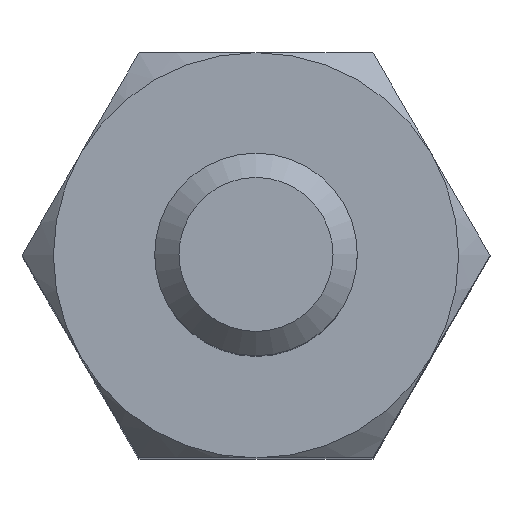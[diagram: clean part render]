
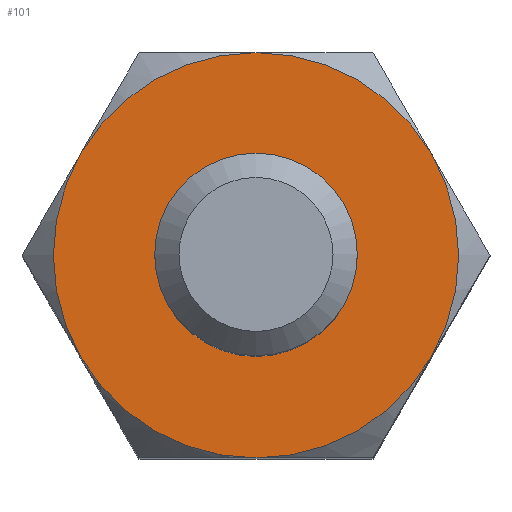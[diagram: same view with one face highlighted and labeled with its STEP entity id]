
A CAD part, top view. The second image highlights one B-rep face of the part: STEP entity #101.
In plain terms, the highlighted planar face has unit normal (0, 0, 1).
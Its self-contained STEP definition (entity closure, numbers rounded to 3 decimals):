
#101 = ADVANCED_FACE( '', ( #210, #211 ), #212, .T. );
#210 = FACE_BOUND( '', #322, .T. );
#211 = FACE_OUTER_BOUND( '', #323, .T. );
#212 = PLANE( '', #324 );
#322 = EDGE_LOOP( '', ( #524 ) );
#323 = EDGE_LOOP( '', ( #525, #526, #527, #528, #529, #530 ) );
#324 = AXIS2_PLACEMENT_3D( '', #531, #532, #533 );
#524 = ORIENTED_EDGE( '', *, *, #657, .T. );
#525 = ORIENTED_EDGE( '', *, *, #624, .F. );
#526 = ORIENTED_EDGE( '', *, *, #584, .F. );
#527 = ORIENTED_EDGE( '', *, *, #627, .F. );
#528 = ORIENTED_EDGE( '', *, *, #658, .T. );
#529 = ORIENTED_EDGE( '', *, *, #630, .F. );
#530 = ORIENTED_EDGE( '', *, *, #598, .F. );
#531 = CARTESIAN_POINT( '', ( 0., 0., 10. ) );
#532 = DIRECTION( '', ( 0., 0., 1. ) );
#533 = DIRECTION( '', ( 1., 0., 0. ) );
#584 = EDGE_CURVE( '', #668, #671, #672, .F. );
#598 = EDGE_CURVE( '', #693, #696, #697, .F. );
#624 = EDGE_CURVE( '', #671, #693, #735, .F. );
#627 = EDGE_CURVE( '', #678, #668, #738, .F. );
#630 = EDGE_CURVE( '', #696, #717, #741, .F. );
#657 = EDGE_CURVE( '', #774, #774, #775, .F. );
#658 = EDGE_CURVE( '', #678, #717, #776, .T. );
#668 = VERTEX_POINT( '', #787 );
#671 = VERTEX_POINT( '', #795 );
#672 = CIRCLE( '', #796, 2.5 );
#678 = VERTEX_POINT( '', #810 );
#693 = VERTEX_POINT( '', #850 );
#696 = VERTEX_POINT( '', #860 );
#697 = CIRCLE( '', #861, 2.5 );
#717 = VERTEX_POINT( '', #901 );
#735 = CIRCLE( '', #941, 2.5 );
#738 = CIRCLE( '', #949, 2.5 );
#741 = CIRCLE( '', #959, 2.5 );
#774 = VERTEX_POINT( '', #1043 );
#775 = CIRCLE( '', #1044, 1.1 );
#776 = CIRCLE( '', #1045, 2.5 );
#787 = CARTESIAN_POINT( '', ( 2.165, 1.25, 10. ) );
#795 = CARTESIAN_POINT( '', ( 2.165, -1.25, 10. ) );
#796 = AXIS2_PLACEMENT_3D( '', #1055, #1056, #1057 );
#810 = CARTESIAN_POINT( '', ( 0., 2.5, 10. ) );
#850 = CARTESIAN_POINT( '', ( 0., -2.5, 10. ) );
#860 = CARTESIAN_POINT( '', ( -2.165, -1.25, 10. ) );
#861 = AXIS2_PLACEMENT_3D( '', #1066, #1067, #1068 );
#901 = CARTESIAN_POINT( '', ( -2.165, 1.25, 10. ) );
#941 = AXIS2_PLACEMENT_3D( '', #1094, #1095, #1096 );
#949 = AXIS2_PLACEMENT_3D( '', #1097, #1098, #1099 );
#959 = AXIS2_PLACEMENT_3D( '', #1100, #1101, #1102 );
#1043 = CARTESIAN_POINT( '', ( 1.1, 0., 10. ) );
#1044 = AXIS2_PLACEMENT_3D( '', #1121, #1122, #1123 );
#1045 = AXIS2_PLACEMENT_3D( '', #1124, #1125, #1126 );
#1055 = CARTESIAN_POINT( '', ( 0., 0., 10. ) );
#1056 = DIRECTION( '', ( 0., 0., 1. ) );
#1057 = DIRECTION( '', ( 1., 0., 0. ) );
#1066 = CARTESIAN_POINT( '', ( 0., 0., 10. ) );
#1067 = DIRECTION( '', ( 0., 0., 1. ) );
#1068 = DIRECTION( '', ( 1., 0., 0. ) );
#1094 = CARTESIAN_POINT( '', ( 0., 0., 10. ) );
#1095 = DIRECTION( '', ( 0., 0., 1. ) );
#1096 = DIRECTION( '', ( 1., 0., 0. ) );
#1097 = CARTESIAN_POINT( '', ( 0., 0., 10. ) );
#1098 = DIRECTION( '', ( 0., 0., 1. ) );
#1099 = DIRECTION( '', ( 1., 0., 0. ) );
#1100 = CARTESIAN_POINT( '', ( 0., 0., 10. ) );
#1101 = DIRECTION( '', ( 0., 0., 1. ) );
#1102 = DIRECTION( '', ( 1., 0., 0. ) );
#1121 = CARTESIAN_POINT( '', ( 0., 0., 10. ) );
#1122 = DIRECTION( '', ( 0., 0., 1. ) );
#1123 = DIRECTION( '', ( 1., 0., 0. ) );
#1124 = CARTESIAN_POINT( '', ( 0., 0., 10. ) );
#1125 = DIRECTION( '', ( 0., 0., 1. ) );
#1126 = DIRECTION( '', ( 1., 0., 0. ) );
